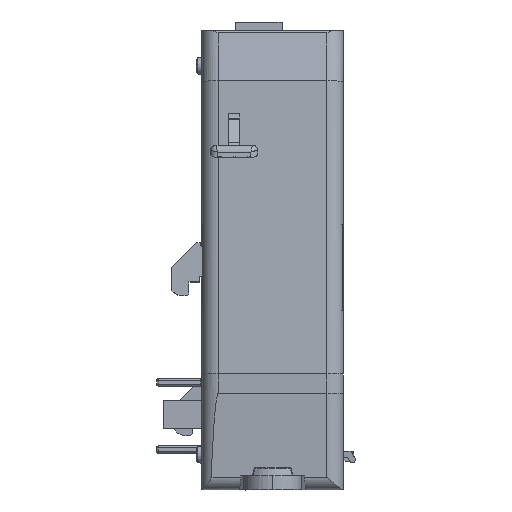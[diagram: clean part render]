
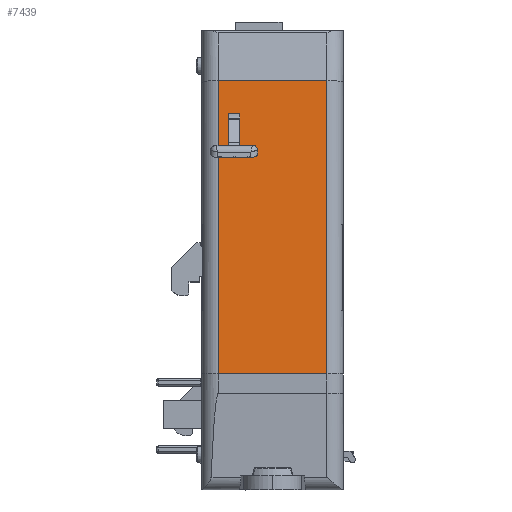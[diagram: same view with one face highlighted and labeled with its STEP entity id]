
A CAD part, front view. The second image highlights one B-rep face of the part: STEP entity #7439.
In plain terms, the highlighted planar face has unit normal (0, -0.999, 0.044).
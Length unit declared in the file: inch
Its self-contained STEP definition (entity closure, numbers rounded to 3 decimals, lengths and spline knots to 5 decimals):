
#4000 = DIRECTION ( 'NONE',  ( 1., 0., 0. ) ) ;
#4286 = VECTOR ( 'NONE', #42178, 39.37008 ) ;
#7439 = ADVANCED_FACE ( 'NONE', ( #173114, #138293 ), #56762, .T. ) ;
#8541 = AXIS2_PLACEMENT_3D ( 'NONE', #160128, #101013, #11836 ) ;
#9277 = DIRECTION ( 'NONE',  ( 0., -0.044, -0.999 ) ) ;
#10268 = CARTESIAN_POINT ( 'NONE',  ( 0.51828, -1.92586, -4.56957 ) ) ;
#10541 = EDGE_CURVE ( 'NONE', #111977, #178703, #87330, .T. ) ;
#11836 = DIRECTION ( 'NONE',  ( 0., -0.044, -0.999 ) ) ;
#13875 = VERTEX_POINT ( 'NONE', #46789 ) ;
#15423 = VERTEX_POINT ( 'NONE', #109621 ) ;
#15620 = EDGE_CURVE ( 'NONE', #111330, #148125, #65360, .T. ) ;
#18857 = ORIENTED_EDGE ( 'NONE', *, *, #143802, .F. ) ;
#29840 = LINE ( 'NONE', #117580, #4286 ) ;
#34305 = EDGE_CURVE ( 'NONE', #15423, #13875, #38698, .T. ) ;
#36823 = DIRECTION ( 'NONE',  ( -1., 0., 0. ) ) ;
#38698 = LINE ( 'NONE', #69185, #192088 ) ;
#39351 = CARTESIAN_POINT ( 'NONE',  ( -0.24746, -1.82827, -2.33452 ) ) ;
#40236 = VERTEX_POINT ( 'NONE', #63973 ) ;
#42178 = DIRECTION ( 'NONE',  ( -1., 0., 0. ) ) ;
#42310 = ORIENTED_EDGE ( 'NONE', *, *, #15620, .F. ) ;
#42711 = CARTESIAN_POINT ( 'NONE',  ( -0.24746, -1.73772, -0.26054 ) ) ;
#45755 = CARTESIAN_POINT ( 'NONE',  ( -0.17505, -1.92586, -4.56957 ) ) ;
#46789 = CARTESIAN_POINT ( 'NONE',  ( -0.09629, -1.75976, -0.76539 ) ) ;
#52514 = ORIENTED_EDGE ( 'NONE', *, *, #181940, .F. ) ;
#53330 = DIRECTION ( 'NONE',  ( 0., 0.044, 0.999 ) ) ;
#53492 = LINE ( 'NONE', #54328, #104614 ) ;
#54328 = CARTESIAN_POINT ( 'NONE',  ( -0.13567, -1.74776, -0.49051 ) ) ;
#56762 = PLANE ( 'NONE',  #8541 ) ;
#61707 = VECTOR ( 'NONE', #162758, 39.37008 ) ;
#63684 = ORIENTED_EDGE ( 'NONE', *, *, #161064, .T. ) ;
#63973 = CARTESIAN_POINT ( 'NONE',  ( 0.51828, -1.73772, -0.26054 ) ) ;
#64343 = ORIENTED_EDGE ( 'NONE', *, *, #178061, .T. ) ;
#65360 = LINE ( 'NONE', #97885, #67608 ) ;
#67608 = VECTOR ( 'NONE', #111563, 39.37008 ) ;
#69185 = CARTESIAN_POINT ( 'NONE',  ( -0.09629, -1.92586, -4.56957 ) ) ;
#75378 = EDGE_LOOP ( 'NONE', ( #42310, #64343, #152623, #63684 ) ) ;
#75881 = CARTESIAN_POINT ( 'NONE',  ( -0.17505, -1.74776, -0.49051 ) ) ;
#78726 = CARTESIAN_POINT ( 'NONE',  ( -0.24746, -1.82827, -2.33452 ) ) ;
#86918 = VECTOR ( 'NONE', #4000, 39.37008 ) ;
#87330 = LINE ( 'NONE', #45755, #61707 ) ;
#92556 = CARTESIAN_POINT ( 'NONE',  ( 0.63541, -1.75976, -0.76539 ) ) ;
#97885 = CARTESIAN_POINT ( 'NONE',  ( 0.63541, -1.82827, -2.33452 ) ) ;
#101013 = DIRECTION ( 'NONE',  ( 0., -0.999, 0.044 ) ) ;
#104614 = VECTOR ( 'NONE', #36823, 39.37008 ) ;
#109621 = CARTESIAN_POINT ( 'NONE',  ( -0.09629, -1.74776, -0.49051 ) ) ;
#111316 = VECTOR ( 'NONE', #154610, 39.37008 ) ;
#111330 = VERTEX_POINT ( 'NONE', #178614 ) ;
#111563 = DIRECTION ( 'NONE',  ( -1., 0., 0. ) ) ;
#111977 = VERTEX_POINT ( 'NONE', #140019 ) ;
#117504 = EDGE_CURVE ( 'NONE', #40236, #171342, #29840, .T. ) ;
#117580 = CARTESIAN_POINT ( 'NONE',  ( 0.63541, -1.73772, -0.26054 ) ) ;
#134588 = ORIENTED_EDGE ( 'NONE', *, *, #34305, .T. ) ;
#138293 = FACE_BOUND ( 'NONE', #149712, .T. ) ;
#140019 = CARTESIAN_POINT ( 'NONE',  ( -0.17505, -1.75976, -0.76539 ) ) ;
#140374 = LINE ( 'NONE', #92556, #86918 ) ;
#143802 = EDGE_CURVE ( 'NONE', #111977, #13875, #140374, .T. ) ;
#148125 = VERTEX_POINT ( 'NONE', #39351 ) ;
#149712 = EDGE_LOOP ( 'NONE', ( #52514, #134588, #18857, #162899 ) ) ;
#150803 = LINE ( 'NONE', #78726, #111316 ) ;
#152623 = ORIENTED_EDGE ( 'NONE', *, *, #117504, .T. ) ;
#154610 = DIRECTION ( 'NONE',  ( 0., -0.044, -0.999 ) ) ;
#160128 = CARTESIAN_POINT ( 'NONE',  ( 0.63541, -1.92586, -4.56957 ) ) ;
#161064 = EDGE_CURVE ( 'NONE', #171342, #148125, #150803, .T. ) ;
#162758 = DIRECTION ( 'NONE',  ( 0., 0.044, 0.999 ) ) ;
#162899 = ORIENTED_EDGE ( 'NONE', *, *, #10541, .T. ) ;
#171342 = VERTEX_POINT ( 'NONE', #42711 ) ;
#173114 = FACE_OUTER_BOUND ( 'NONE', #75378, .T. ) ;
#174655 = VECTOR ( 'NONE', #53330, 39.37008 ) ;
#178061 = EDGE_CURVE ( 'NONE', #111330, #40236, #179324, .T. ) ;
#178614 = CARTESIAN_POINT ( 'NONE',  ( 0.51828, -1.82827, -2.33452 ) ) ;
#178703 = VERTEX_POINT ( 'NONE', #75881 ) ;
#179324 = LINE ( 'NONE', #10268, #174655 ) ;
#181940 = EDGE_CURVE ( 'NONE', #15423, #178703, #53492, .T. ) ;
#192088 = VECTOR ( 'NONE', #9277, 39.37008 ) ;
